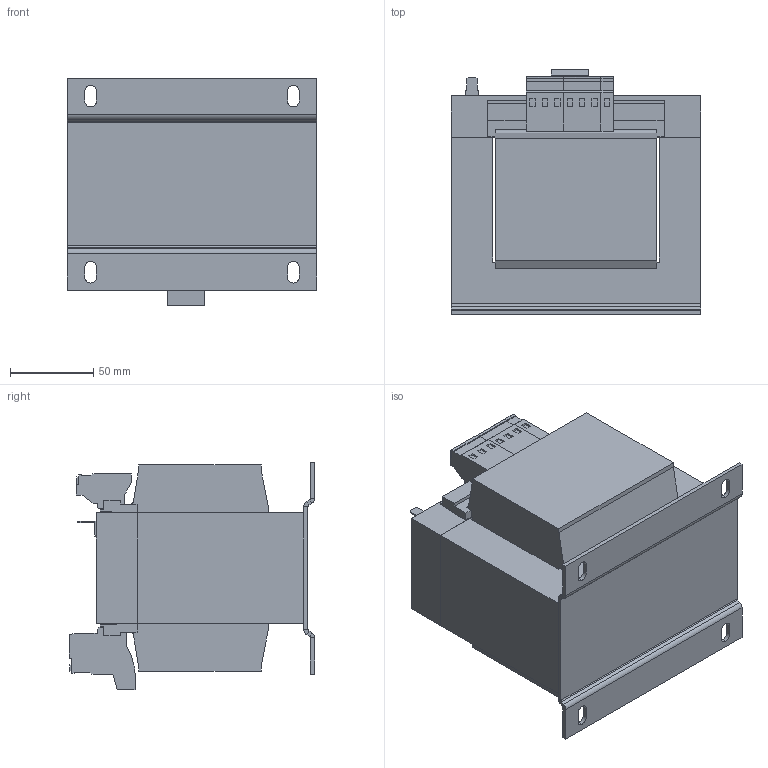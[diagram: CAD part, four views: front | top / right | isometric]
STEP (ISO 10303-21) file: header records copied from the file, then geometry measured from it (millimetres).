
FILE_DESCRIPTION (( 'STEP AP214' ), '1' );
FILE_NAME ('152717.STEP', '2020-06-12T10:09:28', ( '' ), ( '' ), 'SwSTEP 2.0', 'SolidWorks 2018', '' );
FILE_SCHEMA (( 'AUTOMOTIVE_DESIGN' ));
Length unit declared in the file: millimetre
Products named in the file (1): 152717
Bounding box: 150 x 147.55 x 136.95 mm (x, y, z)
Volume: 1786617.9 mm3; surface area: 174806.6 mm2
Topology: 1 solids, 1 shells, 344 faces, 865 edges, 554 vertices
Faces by surface type: plane 303, cylinder 41
Entity records: 10117 total; most frequent: CARTESIAN_POINT 1764, ORIENTED_EDGE 1730, DIRECTION 1637, EDGE_CURVE 865, LINE 783, VECTOR 783, VERTEX_POINT 554, AXIS2_PLACEMENT_3D 427
